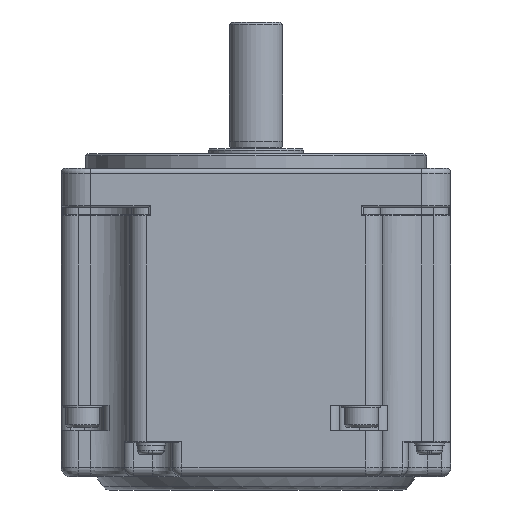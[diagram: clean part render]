
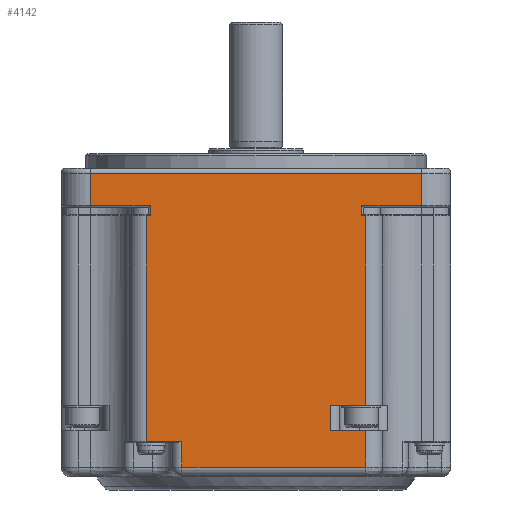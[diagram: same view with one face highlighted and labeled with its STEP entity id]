
A CAD part, front view. The second image highlights one B-rep face of the part: STEP entity #4142.
In plain terms, the highlighted planar face has unit normal (0, -1, 0).
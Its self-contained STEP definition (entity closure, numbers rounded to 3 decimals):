
#1195=CARTESIAN_POINT('',(295.2,-40.,-56.85));
#1196=VERTEX_POINT('',#1195);
#1205=CARTESIAN_POINT('',(295.2,-40.,-51.65));
#1206=VERTEX_POINT('',#1205);
#1214=CARTESIAN_POINT('',(295.2,-40.,-51.65));
#1215=DIRECTION('',(0.,0.,-1.));
#1216=VECTOR('',#1215,5.2);
#1217=LINE('',#1214,#1216);
#1218=EDGE_CURVE('',#1206,#1196,#1217,.T.);
#1228=CARTESIAN_POINT('',(257.5,-40.,-12.8));
#1229=VERTEX_POINT('',#1228);
#1230=CARTESIAN_POINT('',(257.5,-40.,-59.05));
#1231=VERTEX_POINT('',#1230);
#1232=CARTESIAN_POINT('',(257.5,-40.,-12.8));
#1233=DIRECTION('',(0.,0.,-1.));
#1234=VECTOR('',#1233,46.25);
#1235=LINE('',#1232,#1234);
#1236=EDGE_CURVE('',#1229,#1231,#1235,.T.);
#2533=CARTESIAN_POINT('',(302.5,-40.,-56.85));
#2534=VERTEX_POINT('',#2533);
#2535=CARTESIAN_POINT('',(302.5,-40.,-56.85));
#2536=DIRECTION('',(-1.,0.,0.));
#2537=VECTOR('',#2536,7.3);
#2538=LINE('',#2535,#2537);
#2539=EDGE_CURVE('',#2534,#1196,#2538,.T.);
#2683=CARTESIAN_POINT('',(264.8,-40.,-64.35));
#2684=VERTEX_POINT('',#2683);
#2692=CARTESIAN_POINT('',(264.8,-40.,-59.05));
#2693=VERTEX_POINT('',#2692);
#2694=CARTESIAN_POINT('',(264.8,-40.,-59.05));
#2695=DIRECTION('',(0.,0.,-1.));
#2696=VECTOR('',#2695,5.3);
#2697=LINE('',#2694,#2696);
#2698=EDGE_CURVE('',#2693,#2684,#2697,.T.);
#2734=CARTESIAN_POINT('',(302.5,-40.,-64.35));
#2735=VERTEX_POINT('',#2734);
#2743=CARTESIAN_POINT('',(264.8,-40.,-64.35));
#2744=DIRECTION('',(1.,0.,0.));
#2745=VECTOR('',#2744,37.7);
#2746=LINE('',#2743,#2745);
#2747=EDGE_CURVE('',#2684,#2735,#2746,.T.);
#2757=CARTESIAN_POINT('',(302.5,-40.,-64.35));
#2758=DIRECTION('',(0.,0.,1.));
#2759=VECTOR('',#2758,7.5);
#2760=LINE('',#2757,#2759);
#2761=EDGE_CURVE('',#2735,#2534,#2760,.T.);
#2802=CARTESIAN_POINT('',(257.5,-40.,-59.05));
#2803=DIRECTION('',(1.,0.,0.));
#2804=VECTOR('',#2803,7.3);
#2805=LINE('',#2802,#2804);
#2806=EDGE_CURVE('',#1231,#2693,#2805,.T.);
#4042=CARTESIAN_POINT('',(280.,-40.,-25.225));
#4043=DIRECTION('',(0.,0.,1.));
#4044=DIRECTION('',(0.,-1.,0.));
#4045=AXIS2_PLACEMENT_3D('',#4042,#4044,#4043);
#4046=PLANE('',#4045);
#4047=CARTESIAN_POINT('',(301.7,-40.,-12.8));
#4048=VERTEX_POINT('',#4047);
#4049=CARTESIAN_POINT('',(302.5,-40.,-12.8));
#4050=VERTEX_POINT('',#4049);
#4051=CARTESIAN_POINT('',(301.7,-40.,-12.8));
#4052=DIRECTION('',(1.,0.,0.));
#4053=VECTOR('',#4052,0.8);
#4054=LINE('',#4051,#4053);
#4055=EDGE_CURVE('',#4048,#4050,#4054,.T.);
#4056=ORIENTED_EDGE('',*,*,#4055,.F.);
#4057=CARTESIAN_POINT('',(301.7,-40.,-10.7));
#4058=VERTEX_POINT('',#4057);
#4059=CARTESIAN_POINT('',(301.7,-40.,-10.7));
#4060=DIRECTION('',(0.,0.,-1.));
#4061=VECTOR('',#4060,2.1);
#4062=LINE('',#4059,#4061);
#4063=EDGE_CURVE('',#4058,#4048,#4062,.T.);
#4064=ORIENTED_EDGE('',*,*,#4063,.F.);
#4065=CARTESIAN_POINT('',(314.,-40.,-10.7));
#4066=VERTEX_POINT('',#4065);
#4067=CARTESIAN_POINT('',(301.7,-40.,-10.7));
#4068=DIRECTION('',(1.,0.,0.));
#4069=VECTOR('',#4068,12.3);
#4070=LINE('',#4067,#4069);
#4071=EDGE_CURVE('',#4058,#4066,#4070,.T.);
#4072=ORIENTED_EDGE('',*,*,#4071,.T.);
#4073=CARTESIAN_POINT('',(314.,-40.,-4.));
#4074=VERTEX_POINT('',#4073);
#4075=CARTESIAN_POINT('',(314.,-40.,-10.7));
#4076=DIRECTION('',(0.,0.,1.));
#4077=VECTOR('',#4076,6.7);
#4078=LINE('',#4075,#4077);
#4079=EDGE_CURVE('',#4066,#4074,#4078,.T.);
#4080=ORIENTED_EDGE('',*,*,#4079,.T.);
#4081=CARTESIAN_POINT('',(246.,-40.,-4.));
#4082=VERTEX_POINT('',#4081);
#4083=CARTESIAN_POINT('',(314.,-40.,-4.));
#4084=DIRECTION('',(-1.,0.,0.));
#4085=VECTOR('',#4084,68.);
#4086=LINE('',#4083,#4085);
#4087=EDGE_CURVE('',#4074,#4082,#4086,.T.);
#4088=ORIENTED_EDGE('',*,*,#4087,.T.);
#4089=CARTESIAN_POINT('',(246.,-40.,-10.7));
#4090=VERTEX_POINT('',#4089);
#4091=CARTESIAN_POINT('',(246.,-40.,-4.));
#4092=DIRECTION('',(0.,0.,-1.));
#4093=VECTOR('',#4092,6.7);
#4094=LINE('',#4091,#4093);
#4095=EDGE_CURVE('',#4082,#4090,#4094,.T.);
#4096=ORIENTED_EDGE('',*,*,#4095,.T.);
#4097=CARTESIAN_POINT('',(258.3,-40.,-10.7));
#4098=VERTEX_POINT('',#4097);
#4099=CARTESIAN_POINT('',(246.,-40.,-10.7));
#4100=DIRECTION('',(1.,0.,0.));
#4101=VECTOR('',#4100,12.3);
#4102=LINE('',#4099,#4101);
#4103=EDGE_CURVE('',#4090,#4098,#4102,.T.);
#4104=ORIENTED_EDGE('',*,*,#4103,.T.);
#4105=CARTESIAN_POINT('',(258.3,-40.,-12.8));
#4106=VERTEX_POINT('',#4105);
#4107=CARTESIAN_POINT('',(258.3,-40.,-10.7));
#4108=DIRECTION('',(0.,0.,-1.));
#4109=VECTOR('',#4108,2.1);
#4110=LINE('',#4107,#4109);
#4111=EDGE_CURVE('',#4098,#4106,#4110,.T.);
#4112=ORIENTED_EDGE('',*,*,#4111,.T.);
#4113=CARTESIAN_POINT('',(258.3,-40.,-12.8));
#4114=DIRECTION('',(-1.,0.,0.));
#4115=VECTOR('',#4114,0.8);
#4116=LINE('',#4113,#4115);
#4117=EDGE_CURVE('',#4106,#1229,#4116,.T.);
#4118=ORIENTED_EDGE('',*,*,#4117,.T.);
#4119=ORIENTED_EDGE('',*,*,#1236,.T.);
#4120=ORIENTED_EDGE('',*,*,#2806,.T.);
#4121=ORIENTED_EDGE('',*,*,#2698,.T.);
#4122=ORIENTED_EDGE('',*,*,#2747,.T.);
#4123=ORIENTED_EDGE('',*,*,#2761,.T.);
#4124=ORIENTED_EDGE('',*,*,#2539,.T.);
#4125=ORIENTED_EDGE('',*,*,#1218,.F.);
#4126=CARTESIAN_POINT('',(302.5,-40.,-51.65));
#4127=VERTEX_POINT('',#4126);
#4128=CARTESIAN_POINT('',(295.2,-40.,-51.65));
#4129=DIRECTION('',(1.,0.,0.));
#4130=VECTOR('',#4129,7.3);
#4131=LINE('',#4128,#4130);
#4132=EDGE_CURVE('',#1206,#4127,#4131,.T.);
#4133=ORIENTED_EDGE('',*,*,#4132,.T.);
#4134=CARTESIAN_POINT('',(302.5,-40.,-12.8));
#4135=DIRECTION('',(0.,0.,-1.));
#4136=VECTOR('',#4135,38.85);
#4137=LINE('',#4134,#4136);
#4138=EDGE_CURVE('',#4050,#4127,#4137,.T.);
#4139=ORIENTED_EDGE('',*,*,#4138,.F.);
#4140=EDGE_LOOP('',(#4056,#4064,#4072,#4080,#4088,#4096,#4104,#4112,#4118,#4119,#4120,#4121,#4122,#4123,#4124,#4125,#4133,#4139));
#4141=FACE_OUTER_BOUND('',#4140,.T.);
#4142=ADVANCED_FACE('',(#4141),#4046,.T.);
